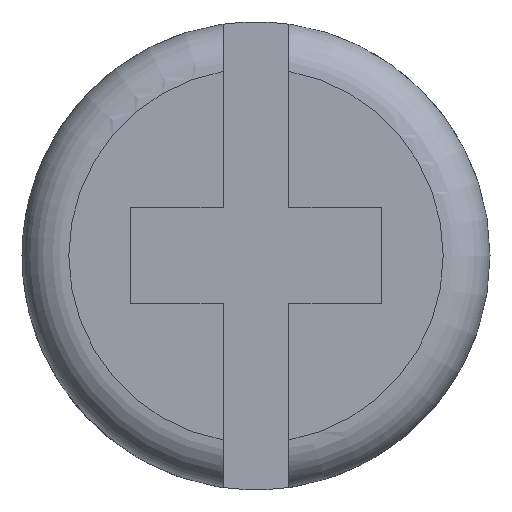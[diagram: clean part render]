
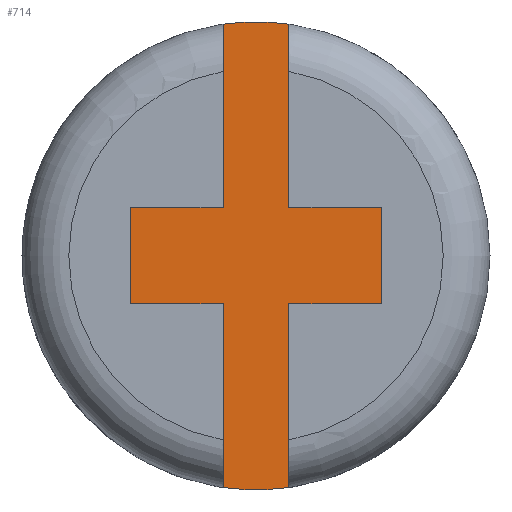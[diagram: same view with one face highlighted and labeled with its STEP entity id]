
A CAD part, top view. The second image highlights one B-rep face of the part: STEP entity #714.
In plain terms, the highlighted planar face has unit normal (0, 0, 1).
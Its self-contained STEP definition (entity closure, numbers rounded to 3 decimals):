
#19=PLANE('',#778);
#63=FACE_OUTER_BOUND('',#102,.T.);
#102=EDGE_LOOP('',(#607,#608,#609,#610,#611,#612,#613,#614,#615,#616,#617,
#618));
#125=CIRCLE('',#774,2.5);
#127=CIRCLE('',#776,2.5);
#192=LINE('',#2371,#241);
#204=LINE('',#2427,#253);
#205=LINE('',#2430,#254);
#206=LINE('',#2432,#255);
#207=LINE('',#2434,#256);
#208=LINE('',#2436,#257);
#209=LINE('',#2437,#258);
#210=LINE('',#2439,#259);
#211=LINE('',#2441,#260);
#212=LINE('',#2442,#261);
#241=VECTOR('',#866,10.);
#253=VECTOR('',#898,10.);
#254=VECTOR('',#901,10.);
#255=VECTOR('',#902,10.);
#256=VECTOR('',#903,10.);
#257=VECTOR('',#904,10.);
#258=VECTOR('',#905,10.);
#259=VECTOR('',#906,10.);
#260=VECTOR('',#907,10.);
#261=VECTOR('',#908,10.);
#319=VERTEX_POINT('',#2368);
#320=VERTEX_POINT('',#2370);
#329=VERTEX_POINT('',#2411);
#331=VERTEX_POINT('',#2417);
#332=VERTEX_POINT('',#2419);
#334=VERTEX_POINT('',#2425);
#335=VERTEX_POINT('',#2429);
#336=VERTEX_POINT('',#2431);
#337=VERTEX_POINT('',#2433);
#338=VERTEX_POINT('',#2435);
#339=VERTEX_POINT('',#2438);
#340=VERTEX_POINT('',#2440);
#413=EDGE_CURVE('',#319,#320,#192,.T.);
#424=EDGE_CURVE('',#329,#320,#125,.T.);
#429=EDGE_CURVE('',#332,#331,#127,.T.);
#433=EDGE_CURVE('',#334,#331,#204,.T.);
#434=EDGE_CURVE('',#332,#335,#205,.T.);
#435=EDGE_CURVE('',#336,#334,#206,.T.);
#436=EDGE_CURVE('',#337,#336,#207,.T.);
#437=EDGE_CURVE('',#338,#337,#208,.T.);
#438=EDGE_CURVE('',#329,#338,#209,.T.);
#439=EDGE_CURVE('',#339,#319,#210,.T.);
#440=EDGE_CURVE('',#340,#339,#211,.T.);
#441=EDGE_CURVE('',#335,#340,#212,.T.);
#607=ORIENTED_EDGE('',*,*,#434,.F.);
#608=ORIENTED_EDGE('',*,*,#429,.T.);
#609=ORIENTED_EDGE('',*,*,#433,.F.);
#610=ORIENTED_EDGE('',*,*,#435,.F.);
#611=ORIENTED_EDGE('',*,*,#436,.F.);
#612=ORIENTED_EDGE('',*,*,#437,.F.);
#613=ORIENTED_EDGE('',*,*,#438,.F.);
#614=ORIENTED_EDGE('',*,*,#424,.T.);
#615=ORIENTED_EDGE('',*,*,#413,.F.);
#616=ORIENTED_EDGE('',*,*,#439,.F.);
#617=ORIENTED_EDGE('',*,*,#440,.F.);
#618=ORIENTED_EDGE('',*,*,#441,.F.);
#714=ADVANCED_FACE('',(#63),#19,.T.);
#774=AXIS2_PLACEMENT_3D('',#2412,#884,#885);
#776=AXIS2_PLACEMENT_3D('',#2420,#891,#892);
#778=AXIS2_PLACEMENT_3D('',#2428,#899,#900);
#866=DIRECTION('',(0.,1.,0.));
#884=DIRECTION('center_axis',(0.,0.,1.));
#885=DIRECTION('ref_axis',(-1.,0.,0.));
#891=DIRECTION('center_axis',(0.,0.,1.));
#892=DIRECTION('ref_axis',(-1.,0.,0.));
#898=DIRECTION('',(0.,-1.,0.));
#899=DIRECTION('center_axis',(0.,0.,1.));
#900=DIRECTION('ref_axis',(-1.,0.,0.));
#901=DIRECTION('',(0.,1.,0.));
#902=DIRECTION('',(-1.,0.,0.));
#903=DIRECTION('',(0.,-1.,0.));
#904=DIRECTION('',(1.,0.,0.));
#905=DIRECTION('',(0.,-1.,0.));
#906=DIRECTION('',(1.,0.,0.));
#907=DIRECTION('',(0.,1.,0.));
#908=DIRECTION('',(-1.,0.,0.));
#2368=CARTESIAN_POINT('',(-0.351,0.515,14.6));
#2370=CARTESIAN_POINT('',(-0.351,2.475,14.6));
#2371=CARTESIAN_POINT('',(-0.351,-1.238,14.6));
#2411=CARTESIAN_POINT('',(0.351,2.475,14.6));
#2412=CARTESIAN_POINT('Origin',(0.,0.,14.6));
#2417=CARTESIAN_POINT('',(0.351,-2.475,14.6));
#2419=CARTESIAN_POINT('',(-0.351,-2.475,14.6));
#2420=CARTESIAN_POINT('Origin',(0.,0.,14.6));
#2425=CARTESIAN_POINT('',(0.351,-0.515,14.6));
#2427=CARTESIAN_POINT('',(0.351,1.238,14.6));
#2428=CARTESIAN_POINT('Origin',(0.,0.,14.6));
#2429=CARTESIAN_POINT('',(-0.351,-0.515,14.6));
#2430=CARTESIAN_POINT('',(-0.351,-1.238,14.6));
#2431=CARTESIAN_POINT('',(1.34,-0.515,14.6));
#2432=CARTESIAN_POINT('',(0.67,-0.515,14.6));
#2433=CARTESIAN_POINT('',(1.34,0.515,14.6));
#2434=CARTESIAN_POINT('',(1.34,0.258,14.6));
#2435=CARTESIAN_POINT('',(0.351,0.515,14.6));
#2436=CARTESIAN_POINT('',(-0.67,0.515,14.6));
#2437=CARTESIAN_POINT('',(0.351,1.238,14.6));
#2438=CARTESIAN_POINT('',(-1.34,0.515,14.6));
#2439=CARTESIAN_POINT('',(-0.67,0.515,14.6));
#2440=CARTESIAN_POINT('',(-1.34,-0.515,14.6));
#2441=CARTESIAN_POINT('',(-1.34,-0.258,14.6));
#2442=CARTESIAN_POINT('',(0.67,-0.515,14.6));
